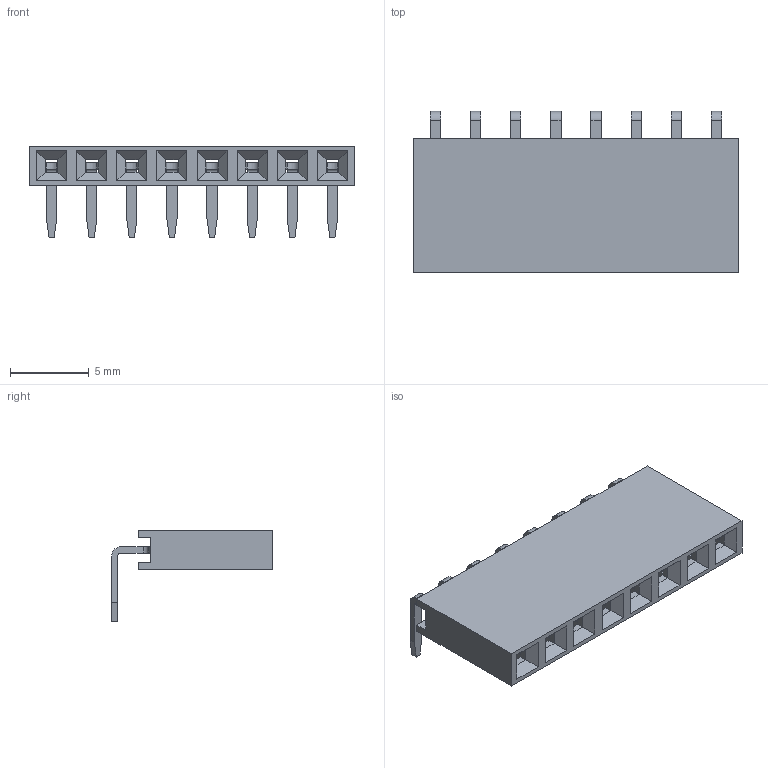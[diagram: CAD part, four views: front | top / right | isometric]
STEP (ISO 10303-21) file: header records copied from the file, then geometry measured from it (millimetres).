
FILE_DESCRIPTION(('STEP AP214'), '1');
FILE_NAME('DS1024-1x5RF1', '2016-04-20T20:59:15', ('Nobody'), (''), 'ASCON STEP Converter 1.3', 'ASCON Math Kernel', '');
FILE_SCHEMA(('AUTOMOTIVE_DESIGN { 1 0 10303 214 3 1 1}'));
Length unit declared in the file: millimetre
Bounding box: 20.62 x 10.2 x 5.8 mm (x, y, z)
Volume: 333.1 mm3; surface area: 1224.4 mm2
Topology: 9 solids, 9 shells, 418 faces, 1192 edges, 784 vertices
Faces by surface type: plane 314, cylinder 104
Entity records: 16956 total; most frequent: CARTESIAN_POINT 2395, ORIENTED_EDGE 2384, DIRECTION 2238, EDGE_CURVE 1192, LINE 984, VECTOR 984, VERTEX_POINT 784, AXIS2_PLACEMENT_3D 627
